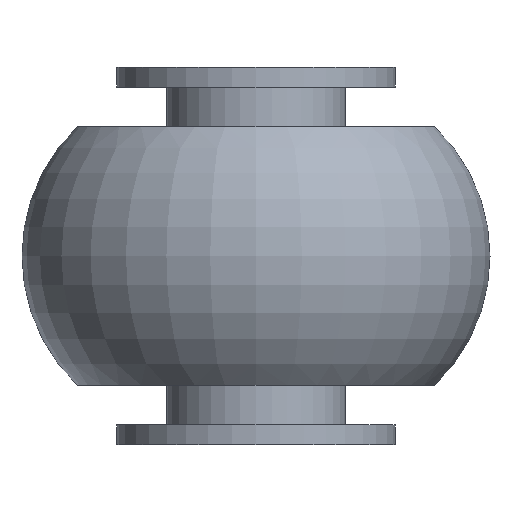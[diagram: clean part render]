
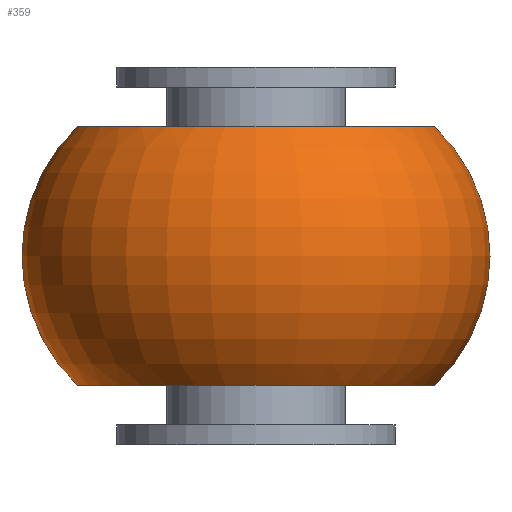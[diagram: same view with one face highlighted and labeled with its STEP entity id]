
A CAD part, left-side view. The second image highlights one B-rep face of the part: STEP entity #359.
In plain terms, the highlighted toroidal (fillet/blend) face has major radius 2.775 mm and minor radius 9 mm.
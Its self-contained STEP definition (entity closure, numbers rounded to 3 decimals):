
#3 = CIRCLE ( 'NONE', #84, 9. ) ;
#8 = CARTESIAN_POINT ( 'NONE',  ( 0., 0., -6.5 ) ) ;
#19 = CARTESIAN_POINT ( 'NONE',  ( 0., -9., -6.5 ) ) ;
#24 = DIRECTION ( 'NONE',  ( 0., 1., 0. ) ) ;
#25 = EDGE_LOOP ( 'NONE', ( #473, #454, #431, #219 ) ) ;
#32 = CARTESIAN_POINT ( 'NONE',  ( 0., 9., -6.5 ) ) ;
#33 = EDGE_CURVE ( 'NONE', #372, #458, #46, .T. ) ;
#39 = EDGE_CURVE ( 'NONE', #184, #458, #59, .T. ) ;
#46 = CIRCLE ( 'NONE', #144, 9. ) ;
#59 = CIRCLE ( 'NONE', #484, 9. ) ;
#62 = CARTESIAN_POINT ( 'NONE',  ( 0., -9., 6.5 ) ) ;
#64 = CARTESIAN_POINT ( 'NONE',  ( 0., 9., 6.5 ) ) ;
#84 = AXIS2_PLACEMENT_3D ( 'NONE', #206, #88, #325 ) ;
#88 = DIRECTION ( 'NONE',  ( 0., 0., -1. ) ) ;
#91 = CARTESIAN_POINT ( 'NONE',  ( 0., 2.775, 0. ) ) ;
#97 = FACE_OUTER_BOUND ( 'NONE', #25, .T. ) ;
#138 = TOROIDAL_SURFACE ( 'NONE', #479, 2.775, 9. ) ;
#140 = DIRECTION ( 'NONE',  ( 0., 0., -1. ) ) ;
#144 = AXIS2_PLACEMENT_3D ( 'NONE', #91, #290, #196 ) ;
#172 = EDGE_CURVE ( 'NONE', #386, #372, #3, .T. ) ;
#177 = DIRECTION ( 'NONE',  ( 0., 1., 0. ) ) ;
#184 = VERTEX_POINT ( 'NONE', #19 ) ;
#196 = DIRECTION ( 'NONE',  ( 0., 0., 1. ) ) ;
#206 = CARTESIAN_POINT ( 'NONE',  ( 0., 0., 6.5 ) ) ;
#219 = ORIENTED_EDGE ( 'NONE', *, *, #39, .F. ) ;
#289 = CARTESIAN_POINT ( 'NONE',  ( 0., -2.775, 0. ) ) ;
#290 = DIRECTION ( 'NONE',  ( -1., 0., 0. ) ) ;
#313 = DIRECTION ( 'NONE',  ( 0., 1., 0. ) ) ;
#325 = DIRECTION ( 'NONE',  ( 0., 1., 0. ) ) ;
#343 = EDGE_CURVE ( 'NONE', #386, #184, #411, .T. ) ;
#348 = DIRECTION ( 'NONE',  ( 0., 0., -1. ) ) ;
#350 = AXIS2_PLACEMENT_3D ( 'NONE', #289, #489, #177 ) ;
#359 = ADVANCED_FACE ( 'NONE', ( #97 ), #138, .T. ) ;
#371 = CARTESIAN_POINT ( 'NONE',  ( 0., 0., 0. ) ) ;
#372 = VERTEX_POINT ( 'NONE', #64 ) ;
#386 = VERTEX_POINT ( 'NONE', #62 ) ;
#411 = CIRCLE ( 'NONE', #350, 9. ) ;
#431 = ORIENTED_EDGE ( 'NONE', *, *, #33, .T. ) ;
#454 = ORIENTED_EDGE ( 'NONE', *, *, #172, .T. ) ;
#458 = VERTEX_POINT ( 'NONE', #32 ) ;
#473 = ORIENTED_EDGE ( 'NONE', *, *, #343, .F. ) ;
#479 = AXIS2_PLACEMENT_3D ( 'NONE', #371, #140, #24 ) ;
#484 = AXIS2_PLACEMENT_3D ( 'NONE', #8, #348, #313 ) ;
#489 = DIRECTION ( 'NONE',  ( 1., 0., 0. ) ) ;
